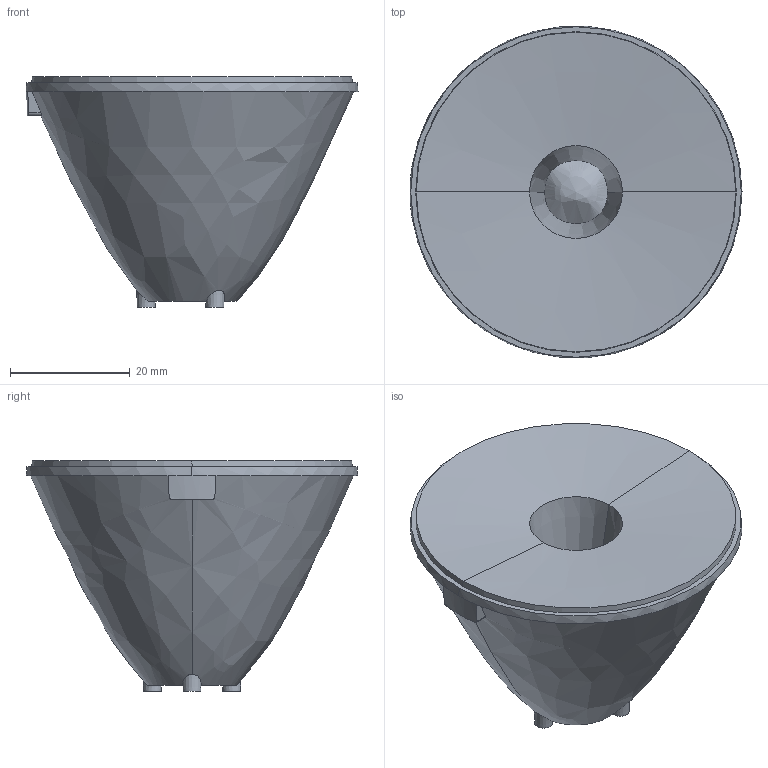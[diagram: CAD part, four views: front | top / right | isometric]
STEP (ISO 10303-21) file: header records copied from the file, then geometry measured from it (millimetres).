
FILE_DESCRIPTION(/* description */ (''),/* implementation_level */ '2;1');
FILE_NAME(/* name */ 'JY-CAG0102P-5638.stp',/* time_stamp */ '2023-12-26T17:00:26+08:00',/* author */ (''),/* organization */ (''),/* preprocessor_version */ 'ST-DEVELOPER v16',/* originating_system */ 'SIEMENS PLM Software NX 10.0',/* authorisation */ '');
FILE_SCHEMA (('AP203_CONFIGURATION_CONTROLLED_3D_DESIGN_OF_MECHANICAL_PARTS_AND_ASSEMBLIES_MIM_LF { 1 0 10303 403 2 1 2}'));
Length unit declared in the file: millimetre
Products named in the file (1): Admi21A8E13196te
Bounding box: 55.4 x 55.25 x 38.49 mm (x, y, z)
Volume: 42899.1 mm3; surface area: 8388.8 mm2
Topology: 1 solids, 1 shells, 29 faces, 68 edges, 43 vertices
Faces by surface type: cone 14, plane 10, bspline 3, cylinder 2
Entity records: 1127 total; most frequent: CARTESIAN_POINT 406, DIRECTION 132, ORIENTED_EDGE 126, EDGE_CURVE 63, AXIS2_PLACEMENT_3D 58, VERTEX_POINT 42, EDGE_LOOP 34, CIRCLE 31
